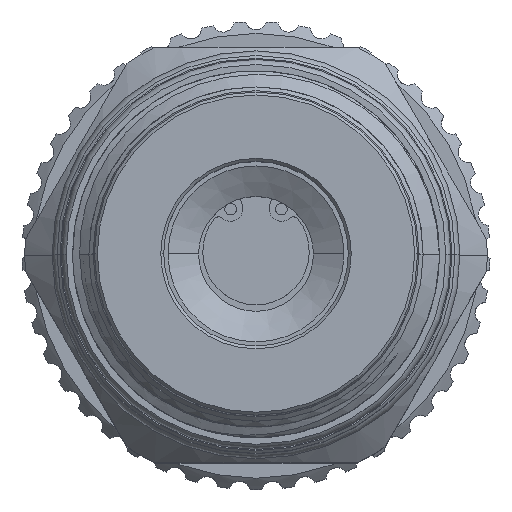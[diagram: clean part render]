
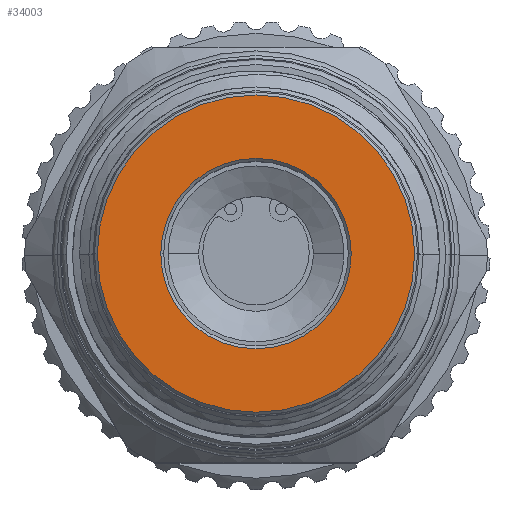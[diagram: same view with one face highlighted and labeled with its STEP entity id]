
A CAD part, top view. The second image highlights one B-rep face of the part: STEP entity #34003.
In plain terms, the highlighted planar face has unit normal (0, 0, 1).
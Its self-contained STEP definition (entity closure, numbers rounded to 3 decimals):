
#788 = VERTEX_POINT ( 'NONE', #58115 ) ;
#789 = VERTEX_POINT ( 'NONE', #58116 ) ;
#799 = VERTEX_POINT ( 'NONE', #58126 ) ;
#802 = VERTEX_POINT ( 'NONE', #58129 ) ;
#1235 = ORIENTED_EDGE ( 'NONE', *, *, #27776, .T. ) ;
#1237 = ORIENTED_EDGE ( 'NONE', *, *, #27690, .F. ) ;
#1239 = ORIENTED_EDGE ( 'NONE', *, *, #27706, .F. ) ;
#1240 = ORIENTED_EDGE ( 'NONE', *, *, #34795, .T. ) ;
#27690 = EDGE_CURVE ( 'NONE', #802, #799, #32649, .T. ) ;
#27706 = EDGE_CURVE ( 'NONE', #799, #802, #32671, .T. ) ;
#27776 = EDGE_CURVE ( 'NONE', #789, #788, #32736, .T. ) ;
#32649 = CIRCLE ( 'NONE', #46646, 10.915 ) ;
#32671 = CIRCLE ( 'NONE', #50278, 10.915 ) ;
#32736 = CIRCLE ( 'NONE', #47276, 6.55 ) ;
#34003 = ADVANCED_FACE ( 'NONE', ( #48052, #48067 ), #52919, .T. ) ;
#34795 = EDGE_CURVE ( 'NONE', #788, #789, #49093, .T. ) ;
#41861 = CARTESIAN_POINT ( 'NONE',  ( 0., 0., -25.725 ) ) ;
#41862 = DIRECTION ( 'NONE',  ( 0., 0., -1. ) ) ;
#41863 = DIRECTION ( 'NONE',  ( -1., 0., 0. ) ) ;
#41917 = CARTESIAN_POINT ( 'NONE',  ( 0., 0., -25.725 ) ) ;
#41918 = DIRECTION ( 'NONE',  ( 0., 0., -1. ) ) ;
#41919 = DIRECTION ( 'NONE',  ( -1., 0., 0. ) ) ;
#42147 = AXIS2_PLACEMENT_3D ( 'NONE', #52916, #52920, #52921 ) ;
#42501 = CARTESIAN_POINT ( 'NONE',  ( 0., 0., -25.725 ) ) ;
#42503 = DIRECTION ( 'NONE',  ( 0., 0., -1. ) ) ;
#42504 = DIRECTION ( 'NONE',  ( -1., 0., 0. ) ) ;
#43226 = AXIS2_PLACEMENT_3D ( 'NONE', #54407, #54409, #54411 ) ;
#46646 = AXIS2_PLACEMENT_3D ( 'NONE', #41861, #41862, #41863 ) ;
#47276 = AXIS2_PLACEMENT_3D ( 'NONE', #42501, #42503, #42504 ) ;
#48052 = FACE_BOUND ( 'NONE', #54549, .T. ) ;
#48067 = FACE_OUTER_BOUND ( 'NONE', #54517, .T. ) ;
#49093 = CIRCLE ( 'NONE', #43226, 6.55 ) ;
#50278 = AXIS2_PLACEMENT_3D ( 'NONE', #41917, #41918, #41919 ) ;
#52916 = CARTESIAN_POINT ( 'NONE',  ( 0., 0., -25.725 ) ) ;
#52919 = PLANE ( 'NONE',  #42147 ) ;
#52920 = DIRECTION ( 'NONE',  ( 0., 0., 1. ) ) ;
#52921 = DIRECTION ( 'NONE',  ( 1., 0., 0. ) ) ;
#54407 = CARTESIAN_POINT ( 'NONE',  ( 0., 0., -25.725 ) ) ;
#54409 = DIRECTION ( 'NONE',  ( 0., 0., -1. ) ) ;
#54411 = DIRECTION ( 'NONE',  ( -1., 0., 0. ) ) ;
#54517 = EDGE_LOOP ( 'NONE', ( #1239, #1237 ) ) ;
#54549 = EDGE_LOOP ( 'NONE', ( #1240, #1235 ) ) ;
#58115 = CARTESIAN_POINT ( 'NONE',  ( 6.55, 0., -25.725 ) ) ;
#58116 = CARTESIAN_POINT ( 'NONE',  ( -6.55, 0., -25.725 ) ) ;
#58126 = CARTESIAN_POINT ( 'NONE',  ( -10.915, 0., -25.725 ) ) ;
#58129 = CARTESIAN_POINT ( 'NONE',  ( 10.915, 0., -25.725 ) ) ;
